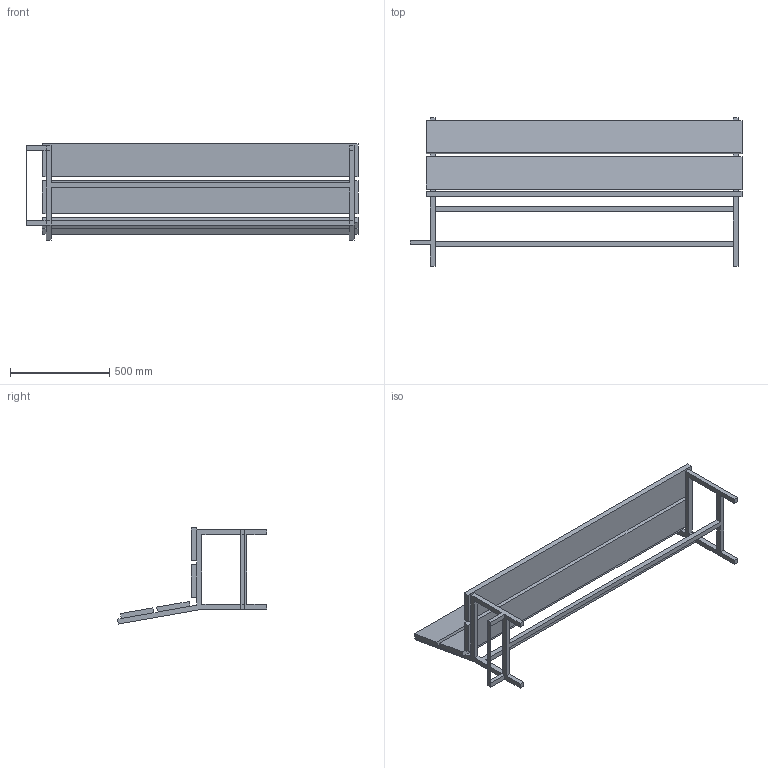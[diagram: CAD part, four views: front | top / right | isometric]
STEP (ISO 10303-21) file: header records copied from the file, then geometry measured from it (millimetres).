
FILE_DESCRIPTION (( 'STEP AP203' ), '1' );
FILE_NAME ('bench.STEP', '2019-02-05T09:22:46', ( '' ), ( '' ), 'SwSTEP 2.0', 'SolidWorks 2016', '' );
FILE_SCHEMA (( 'CONFIG_CONTROL_DESIGN' ));
Length unit declared in the file: inch
Products named in the file (1): bench
Bounding box: 1671 x 750 x 483.52 mm (x, y, z)
Volume: 31812929.5 mm3; surface area: 3094475.1 mm2
Topology: 1 solids, 1 shells, 77 faces, 242 edges, 152 vertices
Faces by surface type: plane 77
Entity records: 2703 total; most frequent: ORIENTED_EDGE 484, CARTESIAN_POINT 472, DIRECTION 398, LINE 242, VECTOR 242, EDGE_CURVE 242, VERTEX_POINT 152, AXIS2_PLACEMENT_3D 78
